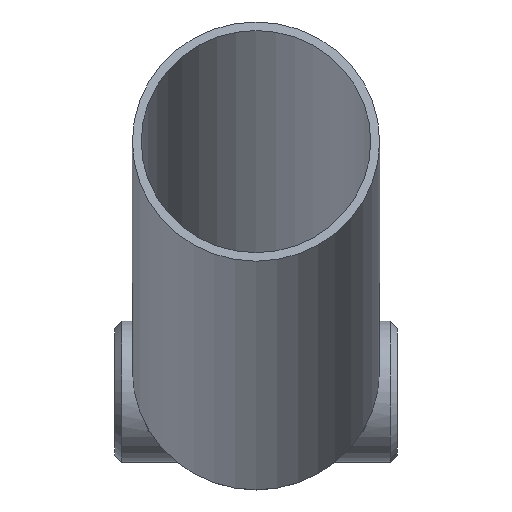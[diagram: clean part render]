
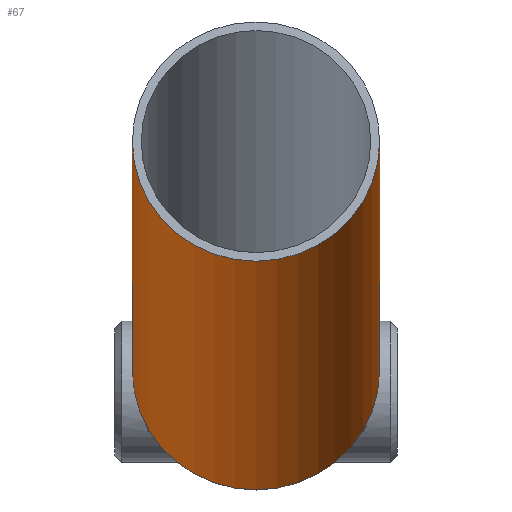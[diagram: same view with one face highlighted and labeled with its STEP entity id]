
A CAD part, top view. The second image highlights one B-rep face of the part: STEP entity #67.
In plain terms, the highlighted cylindrical face has radius 44.45 mm (diameter 88.9 mm), a full revolution.
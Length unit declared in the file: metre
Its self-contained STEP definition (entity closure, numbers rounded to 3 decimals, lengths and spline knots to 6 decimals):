
#67 = ADVANCED_FACE( '', ( #141, #142 ), #143, .T. );
#141 = FACE_OUTER_BOUND( '', #211, .T. );
#142 = FACE_OUTER_BOUND( '', #212, .T. );
#143 = CYLINDRICAL_SURFACE( '', #213, 0.04445 );
#211 = EDGE_LOOP( '', ( #318 ) );
#212 = EDGE_LOOP( '', ( #319 ) );
#213 = AXIS2_PLACEMENT_3D( '', #320, #321, #322 );
#318 = ORIENTED_EDGE( '', *, *, #356, .T. );
#319 = ORIENTED_EDGE( '', *, *, #375, .F. );
#320 = CARTESIAN_POINT( '', ( 0., 2.802136, 1.187914 ) );
#321 = DIRECTION( '', ( 0., 0.251, 0.968 ) );
#322 = DIRECTION( '', ( 0., 0.968, -0.251 ) );
#356 = EDGE_CURVE( '', #406, #406, #407, .T. );
#375 = EDGE_CURVE( '', #436, #436, #437, .T. );
#406 = VERTEX_POINT( '', #471 );
#407 = CIRCLE( '', #472, 0.04445 );
#436 = VERTEX_POINT( '', #608 );
#437 = CIRCLE( '', #609, 0.04445 );
#471 = CARTESIAN_POINT( '', ( 0., 2.845161, 1.176747 ) );
#472 = AXIS2_PLACEMENT_3D( '', #648, #649, #650 );
#608 = CARTESIAN_POINT( '', ( 0., 2.76348, 0.862054 ) );
#609 = AXIS2_PLACEMENT_3D( '', #666, #667, #668 );
#648 = CARTESIAN_POINT( '', ( 0., 2.802136, 1.187914 ) );
#649 = DIRECTION( '', ( 0., -0.251, -0.968 ) );
#650 = DIRECTION( '', ( 0., 0.968, -0.251 ) );
#666 = CARTESIAN_POINT( '', ( 0., 2.720456, 0.873222 ) );
#667 = DIRECTION( '', ( 0., -0.251, -0.968 ) );
#668 = DIRECTION( '', ( 0., 0.968, -0.251 ) );
